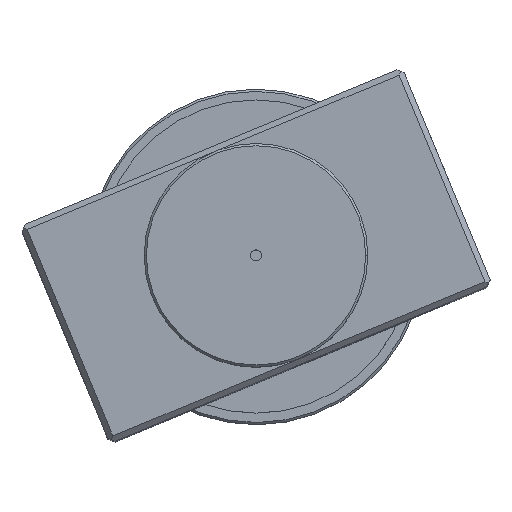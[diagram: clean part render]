
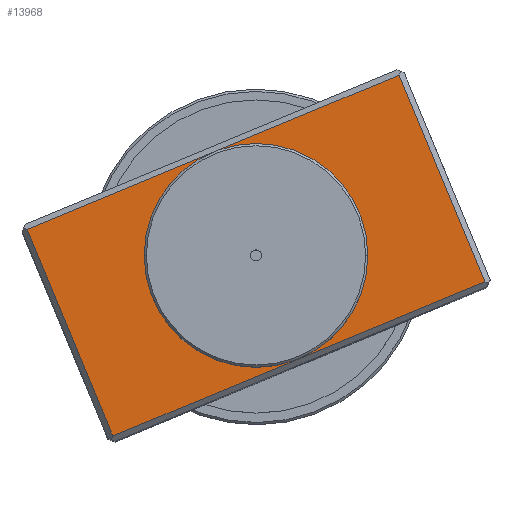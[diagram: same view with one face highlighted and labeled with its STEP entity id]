
A CAD part, top view. The second image highlights one B-rep face of the part: STEP entity #13968.
In plain terms, the highlighted face is planar.
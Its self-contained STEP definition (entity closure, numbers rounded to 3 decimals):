
#547 = CIRCLE ( 'NONE', #11656, 6.425 ) ;
#703 = EDGE_LOOP ( 'NONE', ( #10501, #3003, #11316, #15505 ) ) ;
#1890 = DIRECTION ( 'NONE',  ( 0., -1., 0. ) ) ;
#1951 = LINE ( 'NONE', #11535, #13567 ) ;
#2455 = CARTESIAN_POINT ( 'NONE',  ( -14.471, 0., -9.421 ) ) ;
#2996 = EDGE_CURVE ( 'NONE', #11214, #15261, #8844, .T. ) ;
#3003 = ORIENTED_EDGE ( 'NONE', *, *, #9965, .T. ) ;
#3212 = CARTESIAN_POINT ( 'NONE',  ( -14.971, 0., -9.421 ) ) ;
#3599 = EDGE_CURVE ( 'NONE', #5423, #4139, #11695, .T. ) ;
#3919 = DIRECTION ( 'NONE',  ( 0., 0., -1. ) ) ;
#4139 = VERTEX_POINT ( 'NONE', #2455 ) ;
#4158 = DIRECTION ( 'NONE',  ( 0., -1., 0. ) ) ;
#5423 = VERTEX_POINT ( 'NONE', #10211 ) ;
#5510 = EDGE_CURVE ( 'NONE', #15261, #11214, #547, .T. ) ;
#5538 = CARTESIAN_POINT ( 'NONE',  ( 3.529, 0., -19.421 ) ) ;
#5914 = CARTESIAN_POINT ( 'NONE',  ( 3.529, 0., -25.846 ) ) ;
#6277 = VERTEX_POINT ( 'NONE', #14079 ) ;
#6821 = DIRECTION ( 'NONE',  ( 1., 0., 0. ) ) ;
#7089 = DIRECTION ( 'NONE',  ( 0., 0., -1. ) ) ;
#7157 = EDGE_LOOP ( 'NONE', ( #12848, #7766 ) ) ;
#7239 = CARTESIAN_POINT ( 'NONE',  ( 3.529, 0., -12.996 ) ) ;
#7326 = AXIS2_PLACEMENT_3D ( 'NONE', #13102, #14278, #7089 ) ;
#7503 = FACE_BOUND ( 'NONE', #7157, .T. ) ;
#7766 = ORIENTED_EDGE ( 'NONE', *, *, #2996, .F. ) ;
#7841 = EDGE_CURVE ( 'NONE', #14733, #6277, #9206, .T. ) ;
#8589 = CARTESIAN_POINT ( 'NONE',  ( -14.471, 0., 0. ) ) ;
#8698 = CARTESIAN_POINT ( 'NONE',  ( 0., 0., 0. ) ) ;
#8844 = CIRCLE ( 'NONE', #7326, 6.425 ) ;
#9206 = LINE ( 'NONE', #14326, #13092 ) ;
#9249 = DIRECTION ( 'NONE',  ( -1., 0., 0. ) ) ;
#9933 = VECTOR ( 'NONE', #12056, 1000. ) ;
#9965 = EDGE_CURVE ( 'NONE', #6277, #5423, #1951, .T. ) ;
#10211 = CARTESIAN_POINT ( 'NONE',  ( 21.529, 0., -9.421 ) ) ;
#10501 = ORIENTED_EDGE ( 'NONE', *, *, #7841, .T. ) ;
#10867 = VECTOR ( 'NONE', #9249, 1000. ) ;
#11214 = VERTEX_POINT ( 'NONE', #7239 ) ;
#11225 = EDGE_CURVE ( 'NONE', #4139, #14733, #13473, .T. ) ;
#11316 = ORIENTED_EDGE ( 'NONE', *, *, #3599, .T. ) ;
#11535 = CARTESIAN_POINT ( 'NONE',  ( 21.529, 0., -9.421 ) ) ;
#11545 = DIRECTION ( 'NONE',  ( 0., 0., -1. ) ) ;
#11656 = AXIS2_PLACEMENT_3D ( 'NONE', #5538, #1890, #11545 ) ;
#11695 = LINE ( 'NONE', #3212, #10867 ) ;
#12056 = DIRECTION ( 'NONE',  ( 0., 0., -1. ) ) ;
#12317 = PLANE ( 'NONE',  #15544 ) ;
#12848 = ORIENTED_EDGE ( 'NONE', *, *, #5510, .F. ) ;
#13092 = VECTOR ( 'NONE', #6821, 1000. ) ;
#13102 = CARTESIAN_POINT ( 'NONE',  ( 3.529, 0., -19.421 ) ) ;
#13473 = LINE ( 'NONE', #8589, #9933 ) ;
#13567 = VECTOR ( 'NONE', #14067, 1000. ) ;
#13968 = ADVANCED_FACE ( 'NONE', ( #7503, #14690 ), #12317, .T. ) ;
#14067 = DIRECTION ( 'NONE',  ( 0., 0., 1. ) ) ;
#14079 = CARTESIAN_POINT ( 'NONE',  ( 21.529, 0., -29.421 ) ) ;
#14217 = CARTESIAN_POINT ( 'NONE',  ( -14.471, 0., -29.421 ) ) ;
#14278 = DIRECTION ( 'NONE',  ( 0., -1., 0. ) ) ;
#14326 = CARTESIAN_POINT ( 'NONE',  ( 0., 0., -29.421 ) ) ;
#14690 = FACE_OUTER_BOUND ( 'NONE', #703, .T. ) ;
#14733 = VERTEX_POINT ( 'NONE', #14217 ) ;
#15261 = VERTEX_POINT ( 'NONE', #5914 ) ;
#15505 = ORIENTED_EDGE ( 'NONE', *, *, #11225, .T. ) ;
#15544 = AXIS2_PLACEMENT_3D ( 'NONE', #8698, #4158, #3919 ) ;
